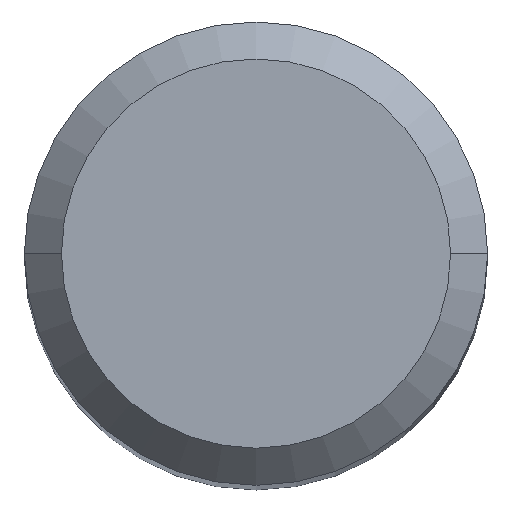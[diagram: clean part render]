
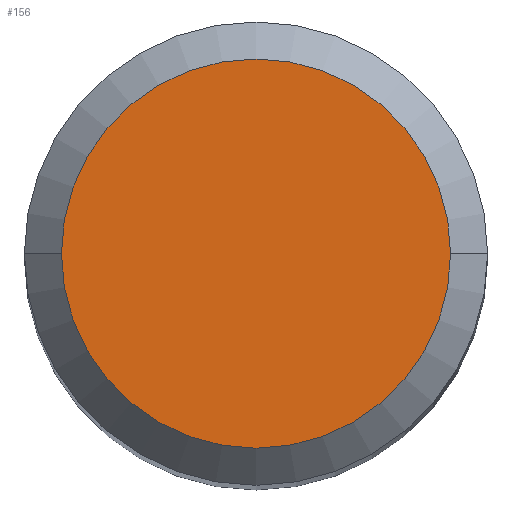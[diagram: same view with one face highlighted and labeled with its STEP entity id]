
A CAD part, top view. The second image highlights one B-rep face of the part: STEP entity #156.
In plain terms, the highlighted planar face has unit normal (0, 0, 1).
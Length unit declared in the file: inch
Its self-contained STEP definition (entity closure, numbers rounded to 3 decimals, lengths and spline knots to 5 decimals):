
#2 = DIRECTION ( 'NONE',  ( 1., 0., 0. ) ) ;
#32 = VERTEX_POINT ( 'NONE', #258 ) ;
#56 = ORIENTED_EDGE ( 'NONE', *, *, #103, .T. ) ;
#63 = DIRECTION ( 'NONE',  ( 1., 0., 0. ) ) ;
#73 = ORIENTED_EDGE ( 'NONE', *, *, #259, .T. ) ;
#74 = FACE_OUTER_BOUND ( 'NONE', #111, .T. ) ;
#92 = VERTEX_POINT ( 'NONE', #220 ) ;
#101 = CIRCLE ( 'NONE', #206, 0.07875 ) ;
#103 = EDGE_CURVE ( 'NONE', #32, #92, #152, .T. ) ;
#104 = AXIS2_PLACEMENT_3D ( 'NONE', #121, #287, #149 ) ;
#111 = EDGE_LOOP ( 'NONE', ( #56, #73 ) ) ;
#121 = CARTESIAN_POINT ( 'NONE',  ( 0., 0., 1.5 ) ) ;
#139 = DIRECTION ( 'NONE',  ( 0., 0., 1. ) ) ;
#149 = DIRECTION ( 'NONE',  ( 1., 0., 0. ) ) ;
#152 = CIRCLE ( 'NONE', #294, 0.07875 ) ;
#156 = ADVANCED_FACE ( 'NONE', ( #74 ), #165, .T. ) ;
#165 = PLANE ( 'NONE',  #104 ) ;
#174 = DIRECTION ( 'NONE',  ( 0., 0., 1. ) ) ;
#206 = AXIS2_PLACEMENT_3D ( 'NONE', #292, #174, #63 ) ;
#220 = CARTESIAN_POINT ( 'NONE',  ( 0.07875, 0., 1.5 ) ) ;
#258 = CARTESIAN_POINT ( 'NONE',  ( -0.07875, 0., 1.5 ) ) ;
#259 = EDGE_CURVE ( 'NONE', #92, #32, #101, .T. ) ;
#272 = CARTESIAN_POINT ( 'NONE',  ( 0., 0., 1.5 ) ) ;
#287 = DIRECTION ( 'NONE',  ( 0., 0., 1. ) ) ;
#292 = CARTESIAN_POINT ( 'NONE',  ( 0., 0., 1.5 ) ) ;
#294 = AXIS2_PLACEMENT_3D ( 'NONE', #272, #139, #2 ) ;
